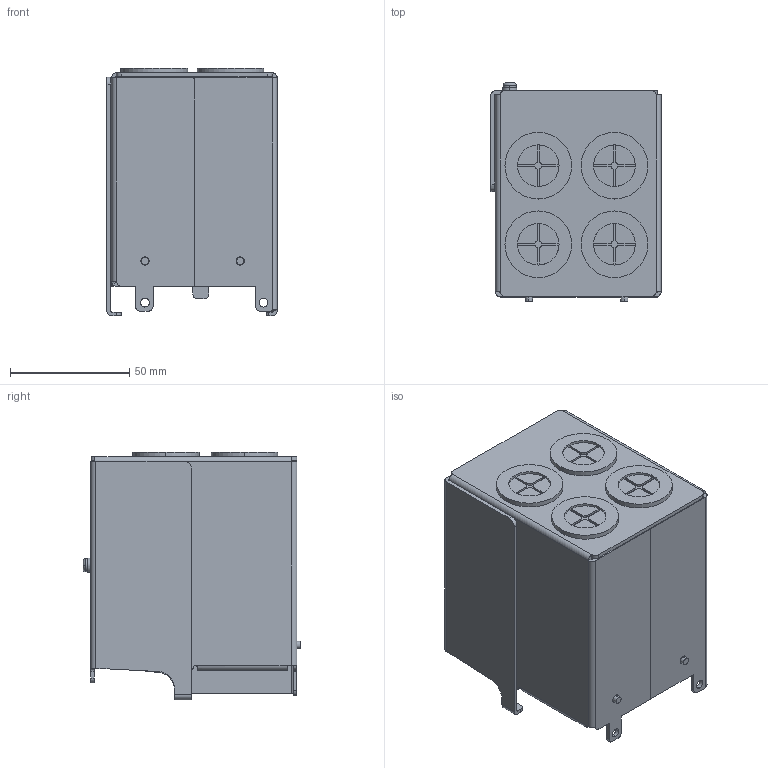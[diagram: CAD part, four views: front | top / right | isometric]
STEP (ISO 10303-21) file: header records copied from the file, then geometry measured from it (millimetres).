
FILE_DESCRIPTION (( 'STEP AP214' ), '1' );
FILE_NAME ('GS20A-N1A1.STEP', '2020-03-10T16:39:54', ( '' ), ( '' ), 'SwSTEP 2.0', 'SolidWorks 2017', '' );
FILE_SCHEMA (( 'AUTOMOTIVE_DESIGN' ));
Length unit declared in the file: inch
Products named in the file (1): GS20A-N1A1
Bounding box: 71.5 x 91.5 x 104.1 mm (x, y, z)
Volume: 66172 mm3; surface area: 86443.5 mm2
Topology: 12 solids, 12 shells, 459 faces, 1159 edges, 752 vertices
Faces by surface type: plane 221, cylinder 188, cone 40, bspline 6, torus 4
Entity records: 14719 total; most frequent: CARTESIAN_POINT 3038, DIRECTION 2495, ORIENTED_EDGE 2318, EDGE_CURVE 1159, AXIS2_PLACEMENT_3D 924, VERTEX_POINT 752, LINE 647, VECTOR 647
